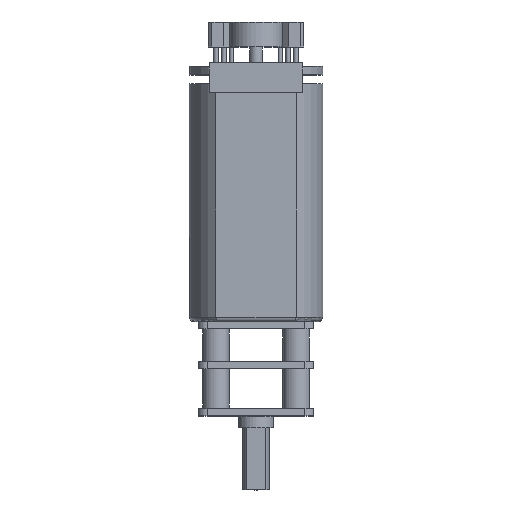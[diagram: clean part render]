
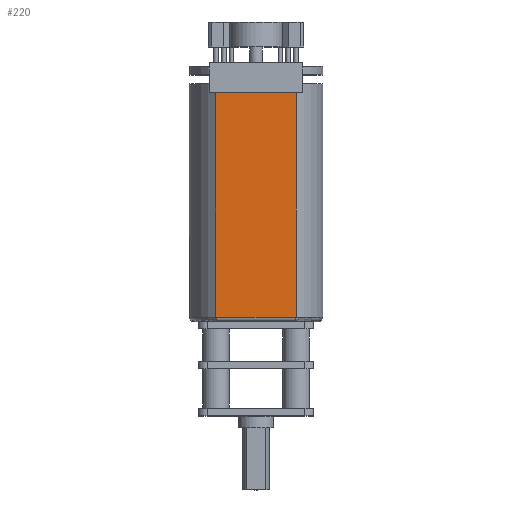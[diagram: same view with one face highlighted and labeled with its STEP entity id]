
A CAD part, top view. The second image highlights one B-rep face of the part: STEP entity #220.
In plain terms, the highlighted planar face has unit normal (0, 0, 1).
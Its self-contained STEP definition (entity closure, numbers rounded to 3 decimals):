
#220 = ADVANCED_FACE( '', ( #542 ), #543, .T. );
#542 = FACE_OUTER_BOUND( '', #998, .T. );
#543 = PLANE( '', #999 );
#998 = EDGE_LOOP( '', ( #1595, #1596, #1597, #1598 ) );
#999 = AXIS2_PLACEMENT_3D( '', #1599, #1600, #1601 );
#1595 = ORIENTED_EDGE( '', *, *, #2530, .T. );
#1596 = ORIENTED_EDGE( '', *, *, #2531, .T. );
#1597 = ORIENTED_EDGE( '', *, *, #2532, .F. );
#1598 = ORIENTED_EDGE( '', *, *, #2505, .T. );
#1599 = CARTESIAN_POINT( '', ( 4.5, 26.7, 6. ) );
#1600 = DIRECTION( '', ( 0., 0., 1. ) );
#1601 = DIRECTION( '', ( 1., 0., 0. ) );
#2505 = EDGE_CURVE( '', #2995, #2992, #2996, .T. );
#2530 = EDGE_CURVE( '', #2992, #3022, #3033, .T. );
#2531 = EDGE_CURVE( '', #3022, #3034, #3035, .F. );
#2532 = EDGE_CURVE( '', #2995, #3034, #3036, .T. );
#2992 = VERTEX_POINT( '', #3647 );
#2995 = VERTEX_POINT( '', #3650 );
#2996 = LINE( '', #3651, #3652 );
#3022 = VERTEX_POINT( '', #3687 );
#3033 = LINE( '', #3708, #3709 );
#3034 = VERTEX_POINT( '', #3710 );
#3035 = LINE( '', #3711, #3712 );
#3036 = LINE( '', #3713, #3714 );
#3647 = CARTESIAN_POINT( '', ( -4.5, 26.7, 6. ) );
#3650 = CARTESIAN_POINT( '', ( 4.5, 26.7, 6. ) );
#3651 = CARTESIAN_POINT( '', ( 4.5, 26.7, 6. ) );
#3652 = VECTOR( '', #4320, 1000. );
#3687 = CARTESIAN_POINT( '', ( -4.5, 0.5, 6. ) );
#3708 = CARTESIAN_POINT( '', ( -4.5, 26.7, 6. ) );
#3709 = VECTOR( '', #4348, 1000. );
#3710 = CARTESIAN_POINT( '', ( 4.5, 0.5, 6. ) );
#3711 = CARTESIAN_POINT( '', ( 4.5, 0.5, 6. ) );
#3712 = VECTOR( '', #4349, 1000. );
#3713 = CARTESIAN_POINT( '', ( 4.5, 26.7, 6. ) );
#3714 = VECTOR( '', #4350, 1000. );
#4320 = DIRECTION( '', ( -1., 0., 0. ) );
#4348 = DIRECTION( '', ( 0., -1., 0. ) );
#4349 = DIRECTION( '', ( -1., 0., 0. ) );
#4350 = DIRECTION( '', ( 0., -1., 0. ) );
